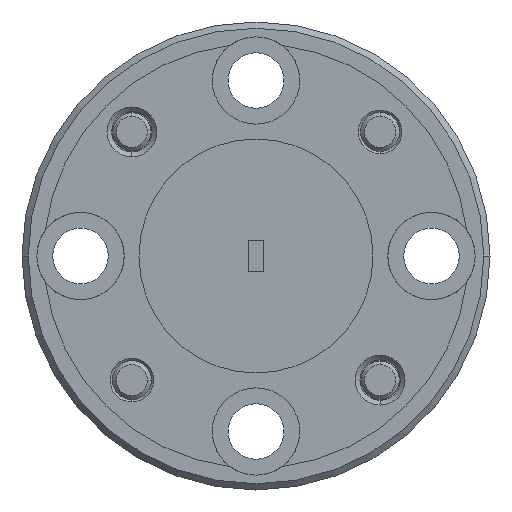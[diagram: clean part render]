
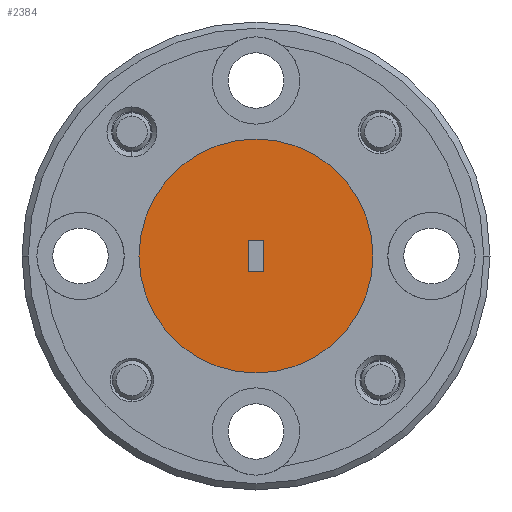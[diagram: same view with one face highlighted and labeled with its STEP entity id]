
A CAD part, left-side view. The second image highlights one B-rep face of the part: STEP entity #2384.
In plain terms, the highlighted planar face has unit normal (-1, 0, 0).
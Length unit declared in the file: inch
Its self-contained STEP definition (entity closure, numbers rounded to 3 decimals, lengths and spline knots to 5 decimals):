
#181 = VECTOR ( 'NONE', #1779, 39.37008 ) ;
#261 = VERTEX_POINT ( 'NONE', #4292 ) ;
#352 = CARTESIAN_POINT ( 'NONE',  ( -0.63379, 0.88737, -0.51542 ) ) ;
#586 = CARTESIAN_POINT ( 'NONE',  ( -0.63379, 1.08762, -0.54092 ) ) ;
#653 = DIRECTION ( 'NONE',  ( 0., 1., 0. ) ) ;
#747 = VERTEX_POINT ( 'NONE', #1848 ) ;
#953 = DIRECTION ( 'NONE',  ( 1., 0., 0. ) ) ;
#954 = VECTOR ( 'NONE', #4423, 39.37008 ) ;
#1166 = VERTEX_POINT ( 'NONE', #2900 ) ;
#1184 = CARTESIAN_POINT ( 'NONE',  ( -0.63379, 0.90012, -0.54092 ) ) ;
#1198 = VERTEX_POINT ( 'NONE', #4291 ) ;
#1282 = AXIS2_PLACEMENT_3D ( 'NONE', #2653, #953, #653 ) ;
#1471 = EDGE_CURVE ( 'NONE', #747, #261, #3782, .T. ) ;
#1485 = FACE_BOUND ( 'NONE', #2094, .T. ) ;
#1655 = CARTESIAN_POINT ( 'NONE',  ( -0.63379, 0.90012, -0.54092 ) ) ;
#1779 = DIRECTION ( 'NONE',  ( 0., 0., 1. ) ) ;
#1848 = CARTESIAN_POINT ( 'NONE',  ( -0.63379, 0.91287, -0.51542 ) ) ;
#1994 = LINE ( 'NONE', #3433, #3272 ) ;
#2051 = ORIENTED_EDGE ( 'NONE', *, *, #4232, .F. ) ;
#2080 = VECTOR ( 'NONE', #3131, 39.37008 ) ;
#2094 = EDGE_LOOP ( 'NONE', ( #3053, #4349, #3129, #2051 ) ) ;
#2364 = ORIENTED_EDGE ( 'NONE', *, *, #4089, .F. ) ;
#2384 = ADVANCED_FACE ( 'NONE', ( #1485, #2518 ), #3887, .T. ) ;
#2490 = LINE ( 'NONE', #3862, #2080 ) ;
#2491 = CIRCLE ( 'NONE', #2780, 0.1875 ) ;
#2518 = FACE_OUTER_BOUND ( 'NONE', #2564, .T. ) ;
#2542 = DIRECTION ( 'NONE',  ( -1., 0., 0. ) ) ;
#2564 = EDGE_LOOP ( 'NONE', ( #2364, #2929 ) ) ;
#2617 = EDGE_CURVE ( 'NONE', #1166, #3840, #2491, .T. ) ;
#2636 = EDGE_CURVE ( 'NONE', #261, #1198, #1994, .T. ) ;
#2653 = CARTESIAN_POINT ( 'NONE',  ( -0.63379, 0.90012, -0.54092 ) ) ;
#2662 = VERTEX_POINT ( 'NONE', #352 ) ;
#2721 = CIRCLE ( 'NONE', #1282, 0.1875 ) ;
#2780 = AXIS2_PLACEMENT_3D ( 'NONE', #1655, #4429, #4073 ) ;
#2900 = CARTESIAN_POINT ( 'NONE',  ( -0.63379, 0.71262, -0.54092 ) ) ;
#2929 = ORIENTED_EDGE ( 'NONE', *, *, #2617, .F. ) ;
#3053 = ORIENTED_EDGE ( 'NONE', *, *, #3112, .F. ) ;
#3112 = EDGE_CURVE ( 'NONE', #1198, #2662, #3845, .T. ) ;
#3124 = CARTESIAN_POINT ( 'NONE',  ( -0.63379, 0.91287, -0.56642 ) ) ;
#3129 = ORIENTED_EDGE ( 'NONE', *, *, #1471, .F. ) ;
#3131 = DIRECTION ( 'NONE',  ( 0., 1., 0. ) ) ;
#3272 = VECTOR ( 'NONE', #3744, 39.37008 ) ;
#3433 = CARTESIAN_POINT ( 'NONE',  ( -0.63379, 0.88737, -0.56642 ) ) ;
#3735 = AXIS2_PLACEMENT_3D ( 'NONE', #1184, #2542, #3904 ) ;
#3744 = DIRECTION ( 'NONE',  ( 0., -1., 0. ) ) ;
#3782 = LINE ( 'NONE', #3124, #954 ) ;
#3840 = VERTEX_POINT ( 'NONE', #586 ) ;
#3845 = LINE ( 'NONE', #3907, #181 ) ;
#3862 = CARTESIAN_POINT ( 'NONE',  ( -0.63379, 0.88737, -0.51542 ) ) ;
#3887 = PLANE ( 'NONE',  #3735 ) ;
#3904 = DIRECTION ( 'NONE',  ( 0., -1., 0. ) ) ;
#3907 = CARTESIAN_POINT ( 'NONE',  ( -0.63379, 0.88737, -0.56642 ) ) ;
#4073 = DIRECTION ( 'NONE',  ( 0., 1., 0. ) ) ;
#4089 = EDGE_CURVE ( 'NONE', #3840, #1166, #2721, .T. ) ;
#4232 = EDGE_CURVE ( 'NONE', #2662, #747, #2490, .T. ) ;
#4291 = CARTESIAN_POINT ( 'NONE',  ( -0.63379, 0.88737, -0.56642 ) ) ;
#4292 = CARTESIAN_POINT ( 'NONE',  ( -0.63379, 0.91287, -0.56642 ) ) ;
#4349 = ORIENTED_EDGE ( 'NONE', *, *, #2636, .F. ) ;
#4423 = DIRECTION ( 'NONE',  ( 0., 0., -1. ) ) ;
#4429 = DIRECTION ( 'NONE',  ( 1., 0., 0. ) ) ;
